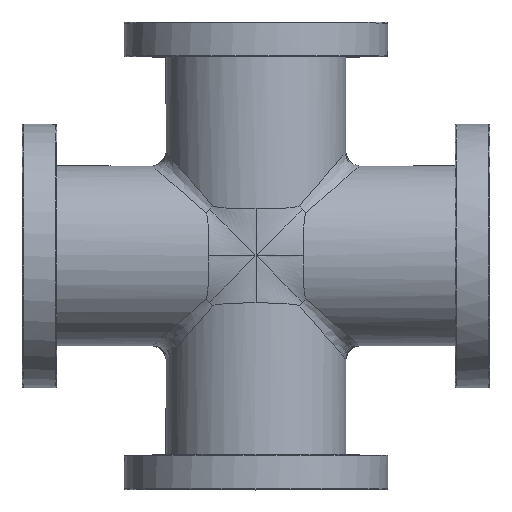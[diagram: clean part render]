
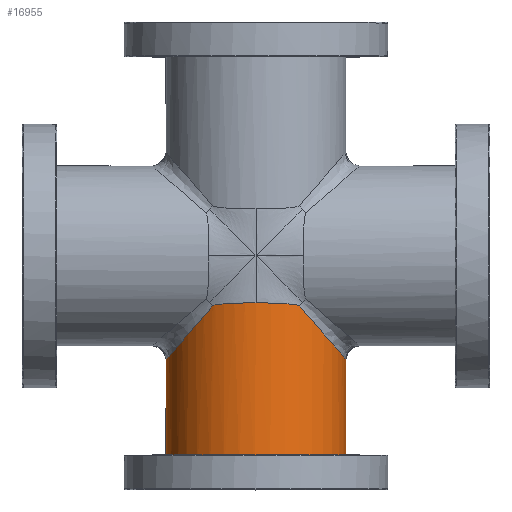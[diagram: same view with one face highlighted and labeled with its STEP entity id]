
A CAD part, top view. The second image highlights one B-rep face of the part: STEP entity #16955.
In plain terms, the highlighted cylindrical face has radius 52 mm (diameter 104 mm), a full revolution.
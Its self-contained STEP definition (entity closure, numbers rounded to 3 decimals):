
#1497=CARTESIAN_POINT('',(0.,-27.151,52.0));
#1498=VERTEX_POINT('',#1497);
#1520=CARTESIAN_POINT('',(25.081,-28.939,45.552));
#1521=VERTEX_POINT('',#1520);
#1522=CARTESIAN_POINT('',(0.,-27.151,52.0));
#1523=CARTESIAN_POINT('',(2.48,-27.151,52.0));
#1524=CARTESIAN_POINT('',(4.96,-27.174,51.818));
#1525=CARTESIAN_POINT('',(7.327,-27.221,51.481));
#1526=CARTESIAN_POINT('',(9.917,-27.272,51.113));
#1527=CARTESIAN_POINT('',(12.371,-27.352,50.559));
#1528=CARTESIAN_POINT('',(14.567,-27.459,49.918));
#1529=CARTESIAN_POINT('',(17.082,-27.583,49.184));
#1530=CARTESIAN_POINT('',(19.258,-27.742,48.338));
#1531=CARTESIAN_POINT('',(20.965,-27.939,47.586));
#1532=CARTESIAN_POINT('',(22.533,-28.12,46.896));
#1533=CARTESIAN_POINT('',(23.708,-28.332,46.288));
#1534=CARTESIAN_POINT('',(24.411,-28.575,45.914));
#1535=CARTESIAN_POINT('',(24.743,-28.689,45.738));
#1536=CARTESIAN_POINT('',(24.969,-28.811,45.613));
#1537=CARTESIAN_POINT('',(25.081,-28.939,45.552));
#1538=B_SPLINE_CURVE_WITH_KNOTS('',3,(#1522,#1523,#1524,#1525,#1526,#1527,#1528,#1529,#1530,#1531,#1532,#1533,#1534,#1535,#1536,#1537),.UNSPECIFIED.,.F.,.U.,(4,3,3,3,3,4),(0.5,0.599,0.708,0.832,0.946,1.0),.UNSPECIFIED.);
#1539=EDGE_CURVE('',#1498,#1521,#1538,.T.);
#1995=CARTESIAN_POINT('',(-25.081,-28.939,45.552));
#1996=VERTEX_POINT('',#1995);
#2004=CARTESIAN_POINT('',(-25.081,-28.939,45.552));
#2005=CARTESIAN_POINT('',(-24.857,-28.681,45.675));
#2006=CARTESIAN_POINT('',(-24.168,-28.45,46.058));
#2007=CARTESIAN_POINT('',(-23.088,-28.248,46.593));
#2008=CARTESIAN_POINT('',(-21.798,-28.006,47.233));
#2009=CARTESIAN_POINT('',(-19.945,-27.804,48.085));
#2010=CARTESIAN_POINT('',(-17.656,-27.642,48.911));
#2011=CARTESIAN_POINT('',(-15.756,-27.507,49.597));
#2012=CARTESIAN_POINT('',(-13.555,-27.4,50.262));
#2013=CARTESIAN_POINT('',(-11.156,-27.321,50.789));
#2014=CARTESIAN_POINT('',(-8.931,-27.248,51.278));
#2015=CARTESIAN_POINT('',(-6.536,-27.198,51.647));
#2016=CARTESIAN_POINT('',(-4.077,-27.172,51.84));
#2017=CARTESIAN_POINT('',(-2.73,-27.158,51.946));
#2018=CARTESIAN_POINT('',(-1.365,-27.151,52.0));
#2019=CARTESIAN_POINT('',(0.,-27.151,52.0));
#2020=B_SPLINE_CURVE_WITH_KNOTS('',3,(#2004,#2005,#2006,#2007,#2008,#2009,#2010,#2011,#2012,#2013,#2014,#2015,#2016,#2017,#2018,#2019),.UNSPECIFIED.,.F.,.U.,(4,3,3,3,3,4),(0.0,0.108,0.238,0.346,0.445,0.5),.UNSPECIFIED.);
#2021=EDGE_CURVE('',#1996,#1498,#2020,.T.);
#5776=CARTESIAN_POINT('',(0.,-27.151,-52.));
#5777=VERTEX_POINT('',#5776);
#5799=CARTESIAN_POINT('',(-25.081,-28.939,-45.552));
#5800=VERTEX_POINT('',#5799);
#5801=CARTESIAN_POINT('',(0.,-27.151,-52.0));
#5802=CARTESIAN_POINT('',(-2.48,-27.151,-52.0));
#5803=CARTESIAN_POINT('',(-4.96,-27.174,-51.818));
#5804=CARTESIAN_POINT('',(-7.327,-27.221,-51.481));
#5805=CARTESIAN_POINT('',(-9.917,-27.272,-51.113));
#5806=CARTESIAN_POINT('',(-12.371,-27.352,-50.559));
#5807=CARTESIAN_POINT('',(-14.567,-27.459,-49.918));
#5808=CARTESIAN_POINT('',(-17.082,-27.583,-49.184));
#5809=CARTESIAN_POINT('',(-19.258,-27.742,-48.338));
#5810=CARTESIAN_POINT('',(-20.965,-27.939,-47.586));
#5811=CARTESIAN_POINT('',(-22.533,-28.12,-46.896));
#5812=CARTESIAN_POINT('',(-23.708,-28.332,-46.288));
#5813=CARTESIAN_POINT('',(-24.411,-28.575,-45.914));
#5814=CARTESIAN_POINT('',(-24.743,-28.689,-45.738));
#5815=CARTESIAN_POINT('',(-24.969,-28.811,-45.613));
#5816=CARTESIAN_POINT('',(-25.081,-28.939,-45.552));
#5817=B_SPLINE_CURVE_WITH_KNOTS('',3,(#5801,#5802,#5803,#5804,#5805,#5806,#5807,#5808,#5809,#5810,#5811,#5812,#5813,#5814,#5815,#5816),.UNSPECIFIED.,.F.,.U.,(4,3,3,3,3,4),(0.5,0.599,0.708,0.832,0.946,1.0),.UNSPECIFIED.);
#5818=EDGE_CURVE('',#5777,#5800,#5817,.T.);
#6274=CARTESIAN_POINT('',(25.081,-28.939,-45.552));
#6275=VERTEX_POINT('',#6274);
#6283=CARTESIAN_POINT('',(25.081,-28.939,-45.552));
#6284=CARTESIAN_POINT('',(24.857,-28.681,-45.675));
#6285=CARTESIAN_POINT('',(24.168,-28.45,-46.058));
#6286=CARTESIAN_POINT('',(23.088,-28.248,-46.593));
#6287=CARTESIAN_POINT('',(21.798,-28.006,-47.233));
#6288=CARTESIAN_POINT('',(19.945,-27.804,-48.085));
#6289=CARTESIAN_POINT('',(17.656,-27.642,-48.911));
#6290=CARTESIAN_POINT('',(15.756,-27.507,-49.597));
#6291=CARTESIAN_POINT('',(13.555,-27.4,-50.262));
#6292=CARTESIAN_POINT('',(11.156,-27.321,-50.789));
#6293=CARTESIAN_POINT('',(8.931,-27.248,-51.278));
#6294=CARTESIAN_POINT('',(6.536,-27.198,-51.647));
#6295=CARTESIAN_POINT('',(4.077,-27.172,-51.84));
#6296=CARTESIAN_POINT('',(2.73,-27.158,-51.946));
#6297=CARTESIAN_POINT('',(1.365,-27.151,-52.0));
#6298=CARTESIAN_POINT('',(0.,-27.151,-52.0));
#6299=B_SPLINE_CURVE_WITH_KNOTS('',3,(#6283,#6284,#6285,#6286,#6287,#6288,#6289,#6290,#6291,#6292,#6293,#6294,#6295,#6296,#6297,#6298),.UNSPECIFIED.,.F.,.U.,(4,3,3,3,3,4),(0.0,0.108,0.238,0.346,0.445,0.5),.UNSPECIFIED.);
#6300=EDGE_CURVE('',#6275,#5777,#6299,.T.);
#16718=CARTESIAN_POINT('',(0.0,0.0,0.0));
#16719=DIRECTION('',(-0.756,0.655,0.0));
#16720=DIRECTION('',(-0.655,-0.756,0.0));
#16721=AXIS2_PLACEMENT_3D('',#16718,#16719,#16720);
#16722=ELLIPSE('',#16721,79.398,52.);
#16723=EDGE_CURVE('',#5800,#1996,#16722,.T.);
#16920=CARTESIAN_POINT('',(0.0,0.0,0.0));
#16921=DIRECTION('',(0.756,0.655,0.0));
#16922=DIRECTION('',(0.655,-0.756,0.0));
#16923=AXIS2_PLACEMENT_3D('',#16920,#16921,#16922);
#16924=ELLIPSE('',#16923,79.398,52.);
#16925=EDGE_CURVE('',#1521,#6275,#16924,.T.);
#16931=CARTESIAN_POINT('',(0.0,0.0,0.0));
#16932=DIRECTION('',(0.0,-1.0,0.0));
#16933=DIRECTION('',(1.0,0.0,0.0));
#16934=AXIS2_PLACEMENT_3D('',#16931,#16932,#16933);
#16935=CYLINDRICAL_SURFACE('',#16934,52.0);
#16936=CARTESIAN_POINT('',(-52.0,-125.5,0.));
#16937=VERTEX_POINT('',#16936);
#16938=CARTESIAN_POINT('',(0.0,-125.5,0.0));
#16939=DIRECTION('',(0.0,1.0,0.0));
#16940=DIRECTION('',(1.0,0.0,0.0));
#16941=AXIS2_PLACEMENT_3D('',#16938,#16939,#16940);
#16942=CIRCLE('',#16941,52.0);
#16943=EDGE_CURVE('',#16937,#16937,#16942,.T.);
#16944=ORIENTED_EDGE('',*,*,#16943,.T.);
#16945=EDGE_LOOP('',(#16944));
#16946=FACE_OUTER_BOUND('',#16945,.T.);
#16947=ORIENTED_EDGE('',*,*,#2021,.F.);
#16948=ORIENTED_EDGE('',*,*,#16723,.F.);
#16949=ORIENTED_EDGE('',*,*,#5818,.F.);
#16950=ORIENTED_EDGE('',*,*,#6300,.F.);
#16951=ORIENTED_EDGE('',*,*,#16925,.F.);
#16952=ORIENTED_EDGE('',*,*,#1539,.F.);
#16953=EDGE_LOOP('',(#16947,#16948,#16949,#16950,#16951,#16952));
#16954=FACE_BOUND('',#16953,.T.);
#16955=ADVANCED_FACE('',(#16946,#16954),#16935,.T.);
